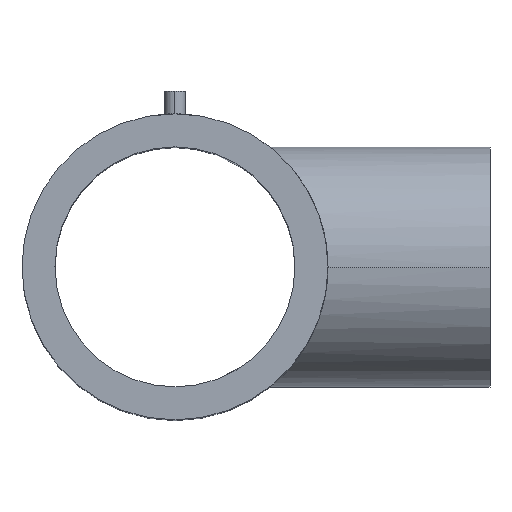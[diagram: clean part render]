
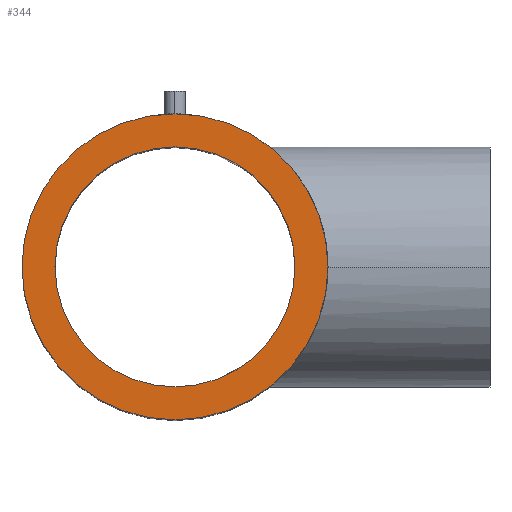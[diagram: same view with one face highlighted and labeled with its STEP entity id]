
A CAD part, top view. The second image highlights one B-rep face of the part: STEP entity #344.
In plain terms, the highlighted planar face has unit normal (0, 0, 1).
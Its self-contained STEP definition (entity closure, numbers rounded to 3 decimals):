
#111 = EDGE_LOOP ( 'NONE', ( #231, #1012 ) ) ;
#200 = AXIS2_PLACEMENT_3D ( 'NONE', #690, #480, #677 ) ;
#210 = CARTESIAN_POINT ( 'NONE',  ( 102., 0., 160. ) ) ;
#221 = DIRECTION ( 'NONE',  ( 1., 0., 0. ) ) ;
#222 = CIRCLE ( 'NONE', #200, 80. ) ;
#231 = ORIENTED_EDGE ( 'NONE', *, *, #1222, .T. ) ;
#302 = VERTEX_POINT ( 'NONE', #210 ) ;
#315 = CARTESIAN_POINT ( 'NONE',  ( 0., 0., 160. ) ) ;
#344 = ADVANCED_FACE ( 'NONE', ( #1062, #862 ), #1179, .T. ) ;
#423 = AXIS2_PLACEMENT_3D ( 'NONE', #751, #639, #1184 ) ;
#430 = VERTEX_POINT ( 'NONE', #965 ) ;
#444 = AXIS2_PLACEMENT_3D ( 'NONE', #315, #1174, #221 ) ;
#480 = DIRECTION ( 'NONE',  ( 0., 0., 1. ) ) ;
#503 = EDGE_CURVE ( 'NONE', #938, #741, #762, .T. ) ;
#597 = DIRECTION ( 'NONE',  ( 1., 0., 0. ) ) ;
#639 = DIRECTION ( 'NONE',  ( 0., 0., 1. ) ) ;
#677 = DIRECTION ( 'NONE',  ( 1., 0., 0. ) ) ;
#690 = CARTESIAN_POINT ( 'NONE',  ( 0., 0., 160. ) ) ;
#691 = EDGE_CURVE ( 'NONE', #302, #430, #1337, .T. ) ;
#711 = EDGE_LOOP ( 'NONE', ( #1316, #859 ) ) ;
#741 = VERTEX_POINT ( 'NONE', #1081 ) ;
#751 = CARTESIAN_POINT ( 'NONE',  ( 0., 0., 160. ) ) ;
#762 = CIRCLE ( 'NONE', #444, 80. ) ;
#779 = DIRECTION ( 'NONE',  ( 0., 0., 1. ) ) ;
#859 = ORIENTED_EDGE ( 'NONE', *, *, #503, .F. ) ;
#860 = EDGE_CURVE ( 'NONE', #741, #938, #222, .T. ) ;
#862 = FACE_BOUND ( 'NONE', #711, .T. ) ;
#913 = CARTESIAN_POINT ( 'NONE',  ( 0., 0., 160. ) ) ;
#938 = VERTEX_POINT ( 'NONE', #1317 ) ;
#965 = CARTESIAN_POINT ( 'NONE',  ( -102., 0., 160. ) ) ;
#1012 = ORIENTED_EDGE ( 'NONE', *, *, #691, .T. ) ;
#1015 = CARTESIAN_POINT ( 'NONE',  ( 0., 0., 160. ) ) ;
#1056 = AXIS2_PLACEMENT_3D ( 'NONE', #913, #1334, #597 ) ;
#1062 = FACE_OUTER_BOUND ( 'NONE', #111, .T. ) ;
#1078 = AXIS2_PLACEMENT_3D ( 'NONE', #1015, #779, #1328 ) ;
#1081 = CARTESIAN_POINT ( 'NONE',  ( -80., 0., 160. ) ) ;
#1143 = CIRCLE ( 'NONE', #1078, 102. ) ;
#1174 = DIRECTION ( 'NONE',  ( 0., 0., 1. ) ) ;
#1179 = PLANE ( 'NONE',  #423 ) ;
#1184 = DIRECTION ( 'NONE',  ( 1., 0., 0. ) ) ;
#1222 = EDGE_CURVE ( 'NONE', #430, #302, #1143, .T. ) ;
#1316 = ORIENTED_EDGE ( 'NONE', *, *, #860, .F. ) ;
#1317 = CARTESIAN_POINT ( 'NONE',  ( 80., 0., 160. ) ) ;
#1328 = DIRECTION ( 'NONE',  ( 1., 0., 0. ) ) ;
#1334 = DIRECTION ( 'NONE',  ( 0., 0., 1. ) ) ;
#1337 = CIRCLE ( 'NONE', #1056, 102. ) ;
